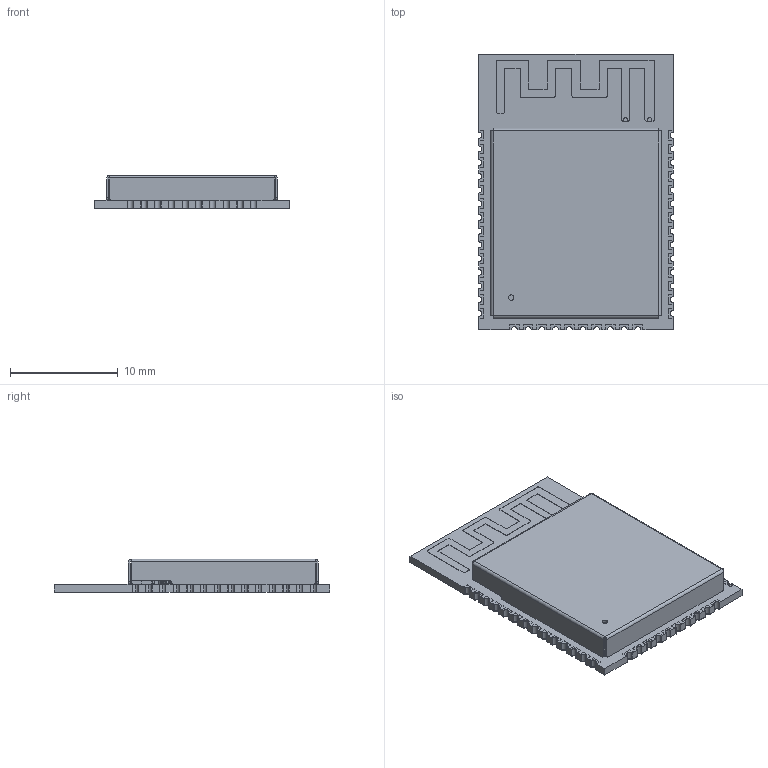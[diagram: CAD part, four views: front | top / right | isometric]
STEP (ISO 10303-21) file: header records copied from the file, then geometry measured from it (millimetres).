
FILE_DESCRIPTION (( 'STEP AP214' ), '1' );
FILE_NAME ('ESP32-WROOM-32DC.STEP', '2021-08-17T06:27:28', ( 'madcow' ), ( 'Microsoft' ), 'SwSTEP 2.0', '', '' );
FILE_SCHEMA (( 'AUTOMOTIVE_DESIGN' ));
Length unit declared in the file: millimetre
Products named in the file (189): uid__1-607^DesignRootModel_PCB_ESP32-WROOM-32D_V2(2)_PCB_ESP32-WROOM-32D_V2; SOIC8_208_20210301.STEP^Submodel-SOIC08-WN_part_DesignRootModel_PCB_ESP32-WROOM-32D_V2(2)_PCB_ESP32-WROOM-32D_V2; uid__1-452^DesignRootModel_PCB_ESP32-WROOM-32D_V2(2)_PCB_ESP32-WROOM-32D_V2; uid__1-622^DesignRootModel_PCB_ESP32-WROOM-32D_V2(2)_PCB_ESP32-WROOM-32D_V2; Submodel-0402A_part^DesignRootModel_PCB_ESP32-WROOM-32D_V2(2)_PCB_ESP32-WROOM-32D_V2; uid__1-499^DesignRootModel_PCB_ESP32-WROOM-32D_V2(2)_PCB_ESP32-WROOM-32D_V2; ESP32-WROOM-32DC; uid__1-413^DesignRootModel_PCB_ESP32-WROOM-32D_V2(2)_PCB_ESP32-WROOM-32D_V2; uid__1-524^DesignRootModel_PCB_ESP32-WROOM-32D_V2(2)_PCB_ESP32-WROOM-32D_V2; L0201_20210301.STEP^L0201_20210301.STEP_Submodel-L0201_part_DesignRootModel_PCB_ESP32-WROOM-32D_V2(2)_PCB_ESP32-WROOM-32D_V2; uid__1-558^DesignRootModel_PCB_ESP32-WROOM-32D_V2(2)_PCB_ESP32-WROOM-32D_V2; C0201_20210301.STEP^Submodel-C0201_part_DesignRootModel_PCB_ESP32-WROOM-32D_V2(2)_PCB_ESP32-WROOM-32D_V2; uid__1-586^DesignRootModel_PCB_ESP32-WROOM-32D_V2(2)_PCB_ESP32-WROOM-32D_V2; uid__1-611^DesignRootModel_PCB_ESP32-WROOM-32D_V2(2)_PCB_ESP32-WROOM-32D_V2; Submodel-ANT_2P_1501846164_part^DesignRootModel_PCB_ESP32-WROOM-32D_V2(2)_PCB_ESP32-WROOM-32D_V2; uid__1-460^DesignRootModel_PCB_ESP32-WROOM-32D_V2(2)_PCB_ESP32-WROOM-32D_V2; uid__1-651^DesignRootModel_PCB_ESP32-WROOM-32D_V2(2)_PCB_ESP32-WROOM-32D_V2; uid__4-175^DesignRootModel_PCB_ESP32-WROOM-32D_V2(2)_PCB_ESP32-WROOM-32D_V2; uid__1-502^DesignRootModel_PCB_ESP32-WROOM-32D_V2(2)_PCB_ESP32-WROOM-32D_V2; Submodel-GND_PAD_6X6_498584182_part^DesignRootModel_PCB_ESP32-WROOM-32D_V2(2)_PCB_ESP32-WROOM-32D_V2; uid__1-423^DesignRootModel_PCB_ESP32-WROOM-32D_V2(2)_PCB_ESP32-WROOM-32D_V2; uid__1-529^DesignRootModel_PCB_ESP32-WROOM-32D_V2(2)_PCB_ESP32-WROOM-32D_V2; L0201_20210301.STEP^Submodel-L0201_part_DesignRootModel_PCB_ESP32-WROOM-32D_V2(2)_PCB_ESP32-WROOM-32D_V2; uid__1-566^DesignRootModel_PCB_ESP32-WROOM-32D_V2(2)_PCB_ESP32-WROOM-32D_V2; Submodel-C0201_part^DesignRootModel_PCB_ESP32-WROOM-32D_V2(2)_PCB_ESP32-WROOM-32D_V2; uid__1-590^DesignRootModel_PCB_ESP32-WROOM-32D_V2(2)_PCB_ESP32-WROOM-32D_V2; uid__1-614^DesignRootModel_PCB_ESP32-WROOM-32D_V2(2)_PCB_ESP32-WROOM-32D_V2; Submodel-SLP48_5X5_part^DesignRootModel_PCB_ESP32-WROOM-32D_V2(2)_PCB_ESP32-WROOM-32D_V2; uid__1-469^DesignRootModel_PCB_ESP32-WROOM-32D_V2(2)_PCB_ESP32-WROOM-32D_V2; uid__1-674^DesignRootModel_PCB_ESP32-WROOM-32D_V2(2)_PCB_ESP32-WROOM-32D_V2; uid__1-356^DesignRootModel_PCB_ESP32-WROOM-32D_V2(2)_PCB_ESP32-WROOM-32D_V2; uid__1-508^DesignRootModel_PCB_ESP32-WROOM-32D_V2(2)_PCB_ESP32-WROOM-32D_V2; Submodel-SOD882_part^DesignRootModel_PCB_ESP32-WROOM-32D_V2(2)_PCB_ESP32-WROOM-32D_V2; uid__1-433^DesignRootModel_PCB_ESP32-WROOM-32D_V2(2)_PCB_ESP32-WROOM-32D_V2; uid__1-546^DesignRootModel_PCB_ESP32-WROOM-32D_V2(2)_PCB_ESP32-WROOM-32D_V2; uid__1-569^DesignRootModel_PCB_ESP32-WROOM-32D_V2(2)_PCB_ESP32-WROOM-32D_V2; uid__1-598^DesignRootModel_PCB_ESP32-WROOM-32D_V2(2)_PCB_ESP32-WROOM-32D_V2; uid__1-617^DesignRootModel_PCB_ESP32-WROOM-32D_V2(2)_PCB_ESP32-WROOM-32D_V2; Submodel-3225_part^DesignRootModel_PCB_ESP32-WROOM-32D_V2(2)_PCB_ESP32-WROOM-32D_V2; uid__1-494^DesignRootModel_PCB_ESP32-WROOM-32D_V2(2)_PCB_ESP32-WROOM-32D_V2 ...
Assembly tree (245 placements, depth 6):
  ESP32-WROOM-32DC
    PCB_ESP32-WROOM-32D_V2(2)^PCB_ESP32-WROOM-32D_V2
      DesignRootModel^PCB_ESP32-WROOM-32D_V2(2)_PCB_ESP32-WROOM-32D_V2
        Submodel-GND_PAD_6X6_498584182_part^DesignRootModel_PCB_ESP32-WROOM-32D_V2(2)_PCB_ESP32-WROOM-32D_V2
          Submodel-noModelForPart_GND_PAD_6X6_498584182^Submodel-GND_PAD_6X6_498584182_part_DesignRootModel_PCB_ESP32-WROOM-32D_V2(2)_PCB_ESP32-WROOM-32D_V2
            placementOutline^Submodel-noModelForPart_GND_PAD_6X6_498584182_Submodel-GND_PAD_6X6_498584182_part_DesignRootModel_PCB_ESP32-WROOM-32D_V2(2)_PCB_ESP32-WROOM-32D_V2
        Submodel-SOD882_part^DesignRootModel_PCB_ESP32-WROOM-32D_V2(2)_PCB_ESP32-WROOM-32D_V2
          DFN1006.STEP^Submodel-SOD882_part_DesignRootModel_PCB_ESP32-WROOM-32D_V2(2)_PCB_ESP32-WROOM-32D_V2
            DFN1006.STEP^DFN1006.STEP_Submodel-SOD882_part_DesignRootModel_PCB_ESP32-WROOM-32D_V2(2)_PCB_ESP32-WROOM-32D_V2
        Submodel-R0201_part^DesignRootModel_PCB_ESP32-WROOM-32D_V2(2)_PCB_ESP32-WROOM-32D_V2
          R0201_20210301.STEP^Submodel-R0201_part_DesignRootModel_PCB_ESP32-WROOM-32D_V2(2)_PCB_ESP32-WROOM-32D_V2
            R0201_20210301.STEP^R0201_20210301.STEP_Submodel-R0201_part_DesignRootModel_PCB_ESP32-WROOM-32D_V2(2)_PCB_ESP32-WROOM-32D_V2
        Submodel-R0201_part^DesignRootModel_PCB_ESP32-WROOM-32D_V2(2)_PCB_ESP32-WROOM-32D_V2
          R0201_20210301.STEP^Submodel-R0201_part_DesignRootModel_PCB_ESP32-WROOM-32D_V2(2)_PCB_ESP32-WROOM-32D_V2
            R0201_20210301.STEP^R0201_20210301.STEP_Submodel-R0201_part_DesignRootModel_PCB_ESP32-WROOM-32D_V2(2)_PCB_ESP32-WROOM-32D_V2
        Submodel-R0201_part^DesignRootModel_PCB_ESP32-WROOM-32D_V2(2)_PCB_ESP32-WROOM-32D_V2
          R0201_20210301.STEP^Submodel-R0201_part_DesignRootModel_PCB_ESP32-WROOM-32D_V2(2)_PCB_ESP32-WROOM-32D_V2
            R0201_20210301.STEP^R0201_20210301.STEP_Submodel-R0201_part_DesignRootModel_PCB_ESP32-WROOM-32D_V2(2)_PCB_ESP32-WROOM-32D_V2
        Submodel-L0201_part^DesignRootModel_PCB_ESP32-WROOM-32D_V2(2)_PCB_ESP32-WROOM-32D_V2
          L0201_20210301.STEP^Submodel-L0201_part_DesignRootModel_PCB_ESP32-WROOM-32D_V2(2)_PCB_ESP32-WROOM-32D_V2
            L0201_20210301.STEP^L0201_20210301.STEP_Submodel-L0201_part_DesignRootModel_PCB_ESP32-WROOM-32D_V2(2)_PCB_ESP32-WROOM-32D_V2
        Submodel-L0201_part^DesignRootModel_PCB_ESP32-WROOM-32D_V2(2)_PCB_ESP32-WROOM-32D_V2
          L0201_20210301.STEP^Submodel-L0201_part_DesignRootModel_PCB_ESP32-WROOM-32D_V2(2)_PCB_ESP32-WROOM-32D_V2
            L0201_20210301.STEP^L0201_20210301.STEP_Submodel-L0201_part_DesignRootModel_PCB_ESP32-WROOM-32D_V2(2)_PCB_ESP32-WROOM-32D_V2
        Submodel-C0201_part^DesignRootModel_PCB_ESP32-WROOM-32D_V2(2)_PCB_ESP32-WROOM-32D_V2
          C0201_20210301.STEP^Submodel-C0201_part_DesignRootModel_PCB_ESP32-WROOM-32D_V2(2)_PCB_ESP32-WROOM-32D_V2
            C0201_20210301.STEP^C0201_20210301.STEP_Submodel-C0201_part_DesignRootModel_PCB_ESP32-WROOM-32D_V2(2)_PCB_ESP32-WROOM-32D_V2
        Submodel-C0201_part^DesignRootModel_PCB_ESP32-WROOM-32D_V2(2)_PCB_ESP32-WROOM-32D_V2
          C0201_20210301.STEP^Submodel-C0201_part_DesignRootModel_PCB_ESP32-WROOM-32D_V2(2)_PCB_ESP32-WROOM-32D_V2
            C0201_20210301.STEP^C0201_20210301.STEP_Submodel-C0201_part_DesignRootModel_PCB_ESP32-WROOM-32D_V2(2)_PCB_ESP32-WROOM-32D_V2
        Submodel-C0201_part^DesignRootModel_PCB_ESP32-WROOM-32D_V2(2)_PCB_ESP32-WROOM-32D_V2
          C0201_20210301.STEP^Submodel-C0201_part_DesignRootModel_PCB_ESP32-WROOM-32D_V2(2)_PCB_ESP32-WROOM-32D_V2
            C0201_20210301.STEP^C0201_20210301.STEP_Submodel-C0201_part_DesignRootModel_PCB_ESP32-WROOM-32D_V2(2)_PCB_ESP32-WROOM-32D_V2
        Submodel-C0201_part^DesignRootModel_PCB_ESP32-WROOM-32D_V2(2)_PCB_ESP32-WROOM-32D_V2
          C0201_20210301.STEP^Submodel-C0201_part_DesignRootModel_PCB_ESP32-WROOM-32D_V2(2)_PCB_ESP32-WROOM-32D_V2
            C0201_20210301.STEP^C0201_20210301.STEP_Submodel-C0201_part_DesignRootModel_PCB_ESP32-WROOM-32D_V2(2)_PCB_ESP32-WROOM-32D_V2
        Submodel-C0201_part^DesignRootModel_PCB_ESP32-WROOM-32D_V2(2)_PCB_ESP32-WROOM-32D_V2
          C0201_20210301.STEP^Submodel-C0201_part_DesignRootModel_PCB_ESP32-WROOM-32D_V2(2)_PCB_ESP32-WROOM-32D_V2
            C0201_20210301.STEP^C0201_20210301.STEP_Submodel-C0201_part_DesignRootModel_PCB_ESP32-WROOM-32D_V2(2)_PCB_ESP32-WROOM-32D_V2
        Submodel-C0201_part^DesignRootModel_PCB_ESP32-WROOM-32D_V2(2)_PCB_ESP32-WROOM-32D_V2
          C0201_20210301.STEP^Submodel-C0201_part_DesignRootModel_PCB_ESP32-WROOM-32D_V2(2)_PCB_ESP32-WROOM-32D_V2
            C0201_20210301.STEP^C0201_20210301.STEP_Submodel-C0201_part_DesignRootModel_PCB_ESP32-WROOM-32D_V2(2)_PCB_ESP32-WROOM-32D_V2
        Submodel-C0201_part^DesignRootModel_PCB_ESP32-WROOM-32D_V2(2)_PCB_ESP32-WROOM-32D_V2
          C0201_20210301.STEP^Submodel-C0201_part_DesignRootModel_PCB_ESP32-WROOM-32D_V2(2)_PCB_ESP32-WROOM-32D_V2
            C0201_20210301.STEP^C0201_20210301.STEP_Submodel-C0201_part_DesignRootModel_PCB_ESP32-WROOM-32D_V2(2)_PCB_ESP32-WROOM-32D_V2
        Submodel-C0201_part^DesignRootModel_PCB_ESP32-WROOM-32D_V2(2)_PCB_ESP32-WROOM-32D_V2
          C0201_20210301.STEP^Submodel-C0201_part_DesignRootModel_PCB_ESP32-WROOM-32D_V2(2)_PCB_ESP32-WROOM-32D_V2
            C0201_20210301.STEP^C0201_20210301.STEP_Submodel-C0201_part_DesignRootModel_PCB_ESP32-WROOM-32D_V2(2)_PCB_ESP32-WROOM-32D_V2
        Submodel-C0201_part^DesignRootModel_PCB_ESP32-WROOM-32D_V2(2)_PCB_ESP32-WROOM-32D_V2
          C0201_20210301.STEP^Submodel-C0201_part_DesignRootModel_PCB_ESP32-WROOM-32D_V2(2)_PCB_ESP32-WROOM-32D_V2
            C0201_20210301.STEP^C0201_20210301.STEP_Submodel-C0201_part_DesignRootModel_PCB_ESP32-WROOM-32D_V2(2)_PCB_ESP32-WROOM-32D_V2
        Submodel-C0201_part^DesignRootModel_PCB_ESP32-WROOM-32D_V2(2)_PCB_ESP32-WROOM-32D_V2
          C0201_20210301.STEP^Submodel-C0201_part_DesignRootModel_PCB_ESP32-WROOM-32D_V2(2)_PCB_ESP32-WROOM-32D_V2
            C0201_20210301.STEP^C0201_20210301.STEP_Submodel-C0201_part_DesignRootModel_PCB_ESP32-WROOM-32D_V2(2)_PCB_ESP32-WROOM-32D_V2
        Submodel-C0201_part^DesignRootModel_PCB_ESP32-WROOM-32D_V2(2)_PCB_ESP32-WROOM-32D_V2
          C0201_20210301.STEP^Submodel-C0201_part_DesignRootModel_PCB_ESP32-WROOM-32D_V2(2)_PCB_ESP32-WROOM-32D_V2
            C0201_20210301.STEP^C0201_20210301.STEP_Submodel-C0201_part_DesignRootModel_PCB_ESP32-WROOM-32D_V2(2)_PCB_ESP32-WROOM-32D_V2
        Submodel-C0201_part^DesignRootModel_PCB_ESP32-WROOM-32D_V2(2)_PCB_ESP32-WROOM-32D_V2
          C0201_20210301.STEP^Submodel-C0201_part_DesignRootModel_PCB_ESP32-WROOM-32D_V2(2)_PCB_ESP32-WROOM-32D_V2
            C0201_20210301.STEP^C0201_20210301.STEP_Submodel-C0201_part_DesignRootModel_PCB_ESP32-WROOM-32D_V2(2)_PCB_ESP32-WROOM-32D_V2
Bounding box: 18 x 25.5 x 3.1 mm (x, y, z)
Volume: 487.5 mm3; surface area: 2424.1 mm2
Topology: 203 solids, 204 shells, 3499 faces, 8670 edges, 5480 vertices
Faces by surface type: plane 2493, cylinder 800, sphere 168, bspline 34, torus 4
Entity records: 72746 total; most frequent: CARTESIAN_POINT 13712, DIRECTION 10715, ORIENTED_EDGE 10548, EDGE_CURVE 5274, LINE 4453, VECTOR 4453, VERTEX_POINT 3472, AXIS2_PLACEMENT_3D 3131
